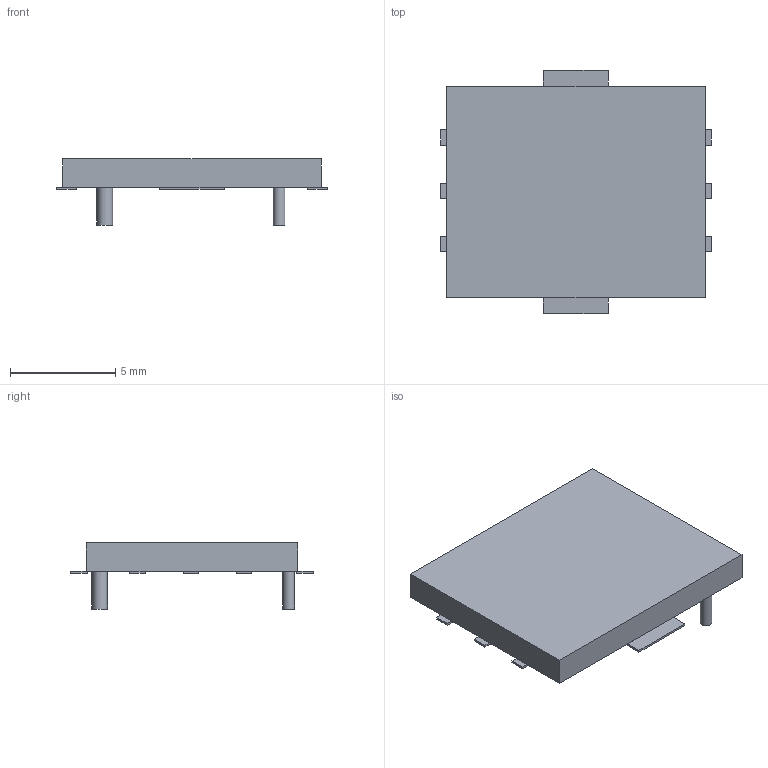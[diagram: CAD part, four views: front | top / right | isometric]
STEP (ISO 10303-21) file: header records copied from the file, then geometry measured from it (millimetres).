
FILE_DESCRIPTION(('FreeCAD Model'),'2;1');
FILE_NAME('2378247.1.5.stp','2020-04-11T01:30:23',( 'Author'),(''),'Open CASCADE STEP processor 6.9','FreeCAD','Unknown' );
FILE_SCHEMA(('AUTOMOTIVE_DESIGN { 1 0 10303 214 1 1 1 1 }'));
Length unit declared in the file: millimetre
Products named in the file (4): ASSEMBLY; Body; Pins; Lugs
Assembly tree (4 placements, depth 2):
  ASSEMBLY
    Body
    Pins
    Lugs  x2
Bounding box: 12.87 x 11.57 x 3.15 mm (x, y, z)
Volume: 170.2 mm3; surface area: 346.4 mm2
Topology: 13 solids, 13 shells, 66 faces, 120 edges, 80 vertices
Faces by surface type: plane 62, cylinder 4
Full cylindrical faces by diameter (mm): 0.55 x2, 0.75 x2
Entity records: 3120 total; most frequent: CARTESIAN_POINT 483, DIRECTION 476, LINE 334, VECTOR 334, ORIENTED_EDGE 228, PCURVE 228, DEFINITIONAL_REPRESENTATION 228, EDGE_CURVE 114
